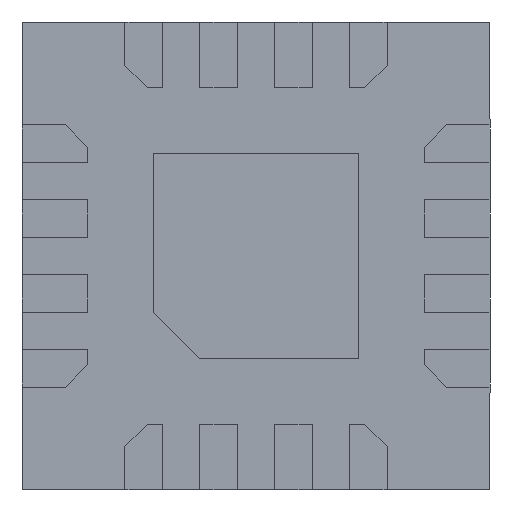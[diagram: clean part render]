
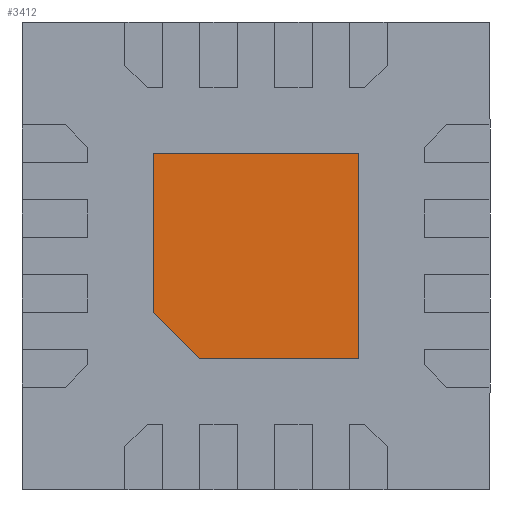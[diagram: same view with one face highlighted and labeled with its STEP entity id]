
A CAD part, front view. The second image highlights one B-rep face of the part: STEP entity #3412.
In plain terms, the highlighted planar face has unit normal (0, -1, 0).
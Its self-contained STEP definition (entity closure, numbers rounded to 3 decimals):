
#174 = ORIENTED_EDGE ( 'NONE', *, *, #323, .T. ) ;
#250 = LINE ( 'NONE', #3525, #1990 ) ;
#323 = EDGE_CURVE ( 'NONE', #4038, #4707, #3085, .T. ) ;
#342 = DIRECTION ( 'NONE',  ( 0., 0., 1. ) ) ;
#415 = LINE ( 'NONE', #1493, #1867 ) ;
#564 = EDGE_CURVE ( 'NONE', #3191, #4399, #415, .T. ) ;
#662 = LINE ( 'NONE', #3750, #1987 ) ;
#712 = VECTOR ( 'NONE', #4883, 1000. ) ;
#769 = CARTESIAN_POINT ( 'NONE',  ( -0.55, 0., 0.55 ) ) ;
#879 = AXIS2_PLACEMENT_3D ( 'NONE', #4792, #4227, #5195 ) ;
#1006 = PLANE ( 'NONE',  #879 ) ;
#1089 = VECTOR ( 'NONE', #342, 1000. ) ;
#1493 = CARTESIAN_POINT ( 'NONE',  ( -0.55, 0., -0.3 ) ) ;
#1530 = DIRECTION ( 'NONE',  ( 0., 0., -1. ) ) ;
#1592 = CARTESIAN_POINT ( 'NONE',  ( 0.55, 0., -0.55 ) ) ;
#1861 = EDGE_CURVE ( 'NONE', #2310, #4038, #250, .T. ) ;
#1867 = VECTOR ( 'NONE', #1530, 1000. ) ;
#1987 = VECTOR ( 'NONE', #5214, 1000. ) ;
#1990 = VECTOR ( 'NONE', #2641, 1000. ) ;
#2310 = VERTEX_POINT ( 'NONE', #4443 ) ;
#2377 = EDGE_CURVE ( 'NONE', #4399, #2310, #2404, .T. ) ;
#2404 = LINE ( 'NONE', #2497, #712 ) ;
#2497 = CARTESIAN_POINT ( 'NONE',  ( -0.3, 0., -0.55 ) ) ;
#2641 = DIRECTION ( 'NONE',  ( 1., 0., 0. ) ) ;
#2706 = CARTESIAN_POINT ( 'NONE',  ( 0.55, 0., 0.55 ) ) ;
#3085 = LINE ( 'NONE', #4536, #1089 ) ;
#3091 = FACE_OUTER_BOUND ( 'NONE', #4771, .T. ) ;
#3191 = VERTEX_POINT ( 'NONE', #769 ) ;
#3412 = ADVANCED_FACE ( 'NONE', ( #3091 ), #1006, .T. ) ;
#3525 = CARTESIAN_POINT ( 'NONE',  ( 0.55, 0., -0.55 ) ) ;
#3750 = CARTESIAN_POINT ( 'NONE',  ( 0.55, 0., 0.55 ) ) ;
#3948 = ORIENTED_EDGE ( 'NONE', *, *, #2377, .T. ) ;
#4038 = VERTEX_POINT ( 'NONE', #1592 ) ;
#4227 = DIRECTION ( 'NONE',  ( 0., -1., 0. ) ) ;
#4399 = VERTEX_POINT ( 'NONE', #6026 ) ;
#4443 = CARTESIAN_POINT ( 'NONE',  ( -0.3, 0., -0.55 ) ) ;
#4536 = CARTESIAN_POINT ( 'NONE',  ( 0.55, 0., -0.55 ) ) ;
#4546 = ORIENTED_EDGE ( 'NONE', *, *, #1861, .T. ) ;
#4639 = ORIENTED_EDGE ( 'NONE', *, *, #564, .T. ) ;
#4707 = VERTEX_POINT ( 'NONE', #2706 ) ;
#4771 = EDGE_LOOP ( 'NONE', ( #4639, #3948, #4546, #174, #5606 ) ) ;
#4792 = CARTESIAN_POINT ( 'NONE',  ( 0., 0., 0. ) ) ;
#4883 = DIRECTION ( 'NONE',  ( 0.707, 0., -0.707 ) ) ;
#5195 = DIRECTION ( 'NONE',  ( 0., 0., -1. ) ) ;
#5214 = DIRECTION ( 'NONE',  ( -1., 0., 0. ) ) ;
#5532 = EDGE_CURVE ( 'NONE', #4707, #3191, #662, .T. ) ;
#5606 = ORIENTED_EDGE ( 'NONE', *, *, #5532, .T. ) ;
#6026 = CARTESIAN_POINT ( 'NONE',  ( -0.55, 0., -0.3 ) ) ;
